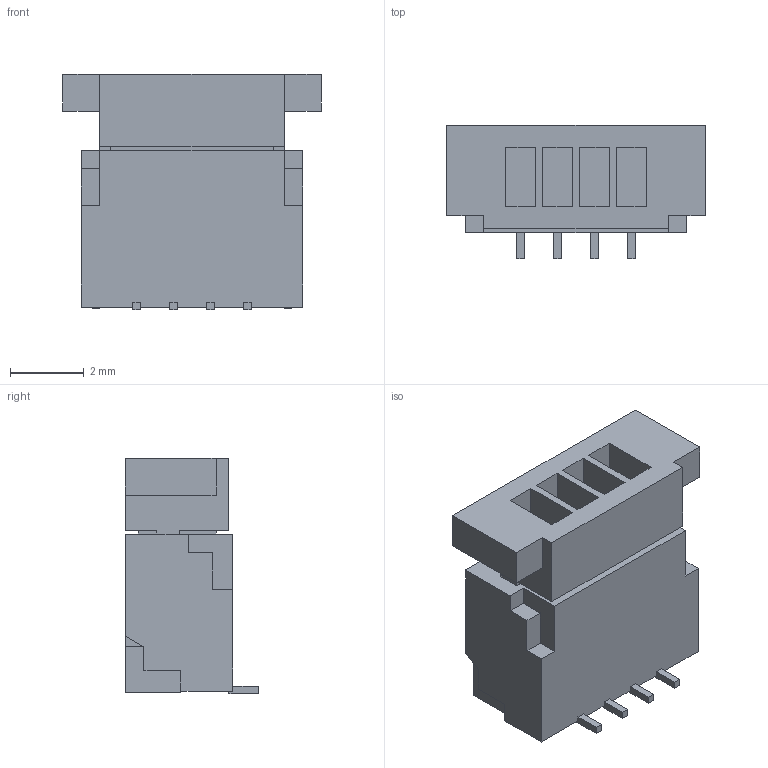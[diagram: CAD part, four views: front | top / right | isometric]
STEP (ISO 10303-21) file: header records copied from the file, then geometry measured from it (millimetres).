
FILE_DESCRIPTION(('FreeCAD Model'),'2;1');
FILE_NAME('BM04B-SRSS-TB.STEP','2016-04-11T18:51:48',('Author'),(''), 'Open CASCADE STEP processor 6.8','FreeCAD','Unknown');
FILE_SCHEMA(('AUTOMOTIVE_DESIGN_CC2 { 1 2 10303 214 -1 1 5 4 }'));
Length unit declared in the file: millimetre
Products named in the file (1): BM04B-SRSS
Bounding box: 7 x 3.6 x 6.37 mm (x, y, z)
Volume: 98 mm3; surface area: 248.7 mm2
Topology: 1 solids, 1 shells, 163 faces, 464 edges, 308 vertices
Faces by surface type: plane 163
Entity records: 12388 total; most frequent: CARTESIAN_POINT 1864, DIRECTION 1720, LINE 1392, VECTOR 1392, ORIENTED_EDGE 928, PCURVE 928, DEFINITIONAL_REPRESENTATION 928, EDGE_CURVE 464
